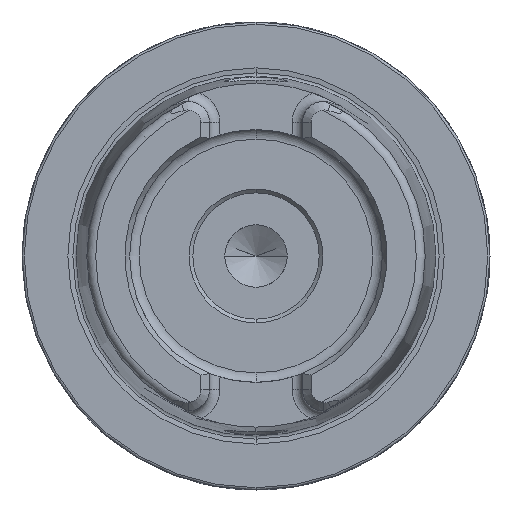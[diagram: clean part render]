
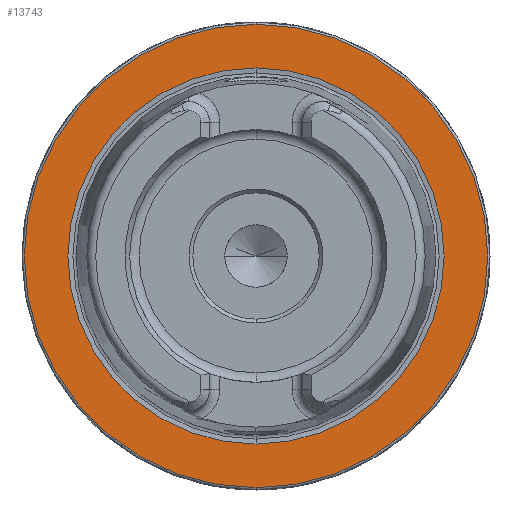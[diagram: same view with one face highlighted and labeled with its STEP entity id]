
A CAD part, left-side view. The second image highlights one B-rep face of the part: STEP entity #13743.
In plain terms, the highlighted planar face has unit normal (-1, 0, 0).
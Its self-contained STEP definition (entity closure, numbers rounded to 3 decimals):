
#901 = CIRCLE ( 'NONE', #6762, 31.2 ) ;
#1126 = CARTESIAN_POINT ( 'NONE',  ( 0., 0., 0. ) ) ;
#1668 = VERTEX_POINT ( 'NONE', #14098 ) ;
#1716 = ORIENTED_EDGE ( 'NONE', *, *, #2039, .F. ) ;
#1835 = CARTESIAN_POINT ( 'NONE',  ( 0., 0., 0. ) ) ;
#1899 = VERTEX_POINT ( 'NONE', #3232 ) ;
#2021 = DIRECTION ( 'NONE',  ( -1., 0., 0. ) ) ;
#2039 = EDGE_CURVE ( 'NONE', #4211, #6800, #3934, .T. ) ;
#2246 = AXIS2_PLACEMENT_3D ( 'NONE', #10253, #2021, #6672 ) ;
#3203 = AXIS2_PLACEMENT_3D ( 'NONE', #6902, #6814, #11545 ) ;
#3226 = EDGE_CURVE ( 'NONE', #6800, #4211, #4300, .T. ) ;
#3232 = CARTESIAN_POINT ( 'NONE',  ( 0., 0., 31.2 ) ) ;
#3443 = ORIENTED_EDGE ( 'NONE', *, *, #3226, .F. ) ;
#3934 = CIRCLE ( 'NONE', #2246, 25.324 ) ;
#4211 = VERTEX_POINT ( 'NONE', #6237 ) ;
#4300 = CIRCLE ( 'NONE', #10155, 25.324 ) ;
#5284 = EDGE_LOOP ( 'NONE', ( #3443, #1716 ) ) ;
#5665 = FACE_OUTER_BOUND ( 'NONE', #5668, .T. ) ;
#5668 = EDGE_LOOP ( 'NONE', ( #13042, #8412 ) ) ;
#6131 = CIRCLE ( 'NONE', #7369, 31.2 ) ;
#6237 = CARTESIAN_POINT ( 'NONE',  ( 0., 0., -25.324 ) ) ;
#6621 = CARTESIAN_POINT ( 'NONE',  ( 0., 0., 25.324 ) ) ;
#6672 = DIRECTION ( 'NONE',  ( 0., 0., 1. ) ) ;
#6736 = PLANE ( 'NONE',  #3203 ) ;
#6762 = AXIS2_PLACEMENT_3D ( 'NONE', #1835, #9911, #12502 ) ;
#6800 = VERTEX_POINT ( 'NONE', #6621 ) ;
#6814 = DIRECTION ( 'NONE',  ( 1., 0., 0. ) ) ;
#6902 = CARTESIAN_POINT ( 'NONE',  ( 0., 31.2, 0. ) ) ;
#7369 = AXIS2_PLACEMENT_3D ( 'NONE', #11851, #13069, #8485 ) ;
#8412 = ORIENTED_EDGE ( 'NONE', *, *, #10968, .T. ) ;
#8485 = DIRECTION ( 'NONE',  ( 0., 0., 1. ) ) ;
#8733 = EDGE_CURVE ( 'NONE', #1899, #1668, #901, .T. ) ;
#9211 = DIRECTION ( 'NONE',  ( -1., 0., 0. ) ) ;
#9911 = DIRECTION ( 'NONE',  ( -1., 0., 0. ) ) ;
#10155 = AXIS2_PLACEMENT_3D ( 'NONE', #1126, #9211, #11805 ) ;
#10253 = CARTESIAN_POINT ( 'NONE',  ( 0., 0., 0. ) ) ;
#10968 = EDGE_CURVE ( 'NONE', #1668, #1899, #6131, .T. ) ;
#11545 = DIRECTION ( 'NONE',  ( 0., 0., -1. ) ) ;
#11805 = DIRECTION ( 'NONE',  ( 0., 0., 1. ) ) ;
#11851 = CARTESIAN_POINT ( 'NONE',  ( 0., 0., 0. ) ) ;
#12502 = DIRECTION ( 'NONE',  ( 0., 0., 1. ) ) ;
#12767 = FACE_BOUND ( 'NONE', #5284, .T. ) ;
#13042 = ORIENTED_EDGE ( 'NONE', *, *, #8733, .T. ) ;
#13069 = DIRECTION ( 'NONE',  ( -1., 0., 0. ) ) ;
#13743 = ADVANCED_FACE ( 'NONE', ( #12767, #5665 ), #6736, .F. ) ;
#14098 = CARTESIAN_POINT ( 'NONE',  ( 0., 0., -31.2 ) ) ;
